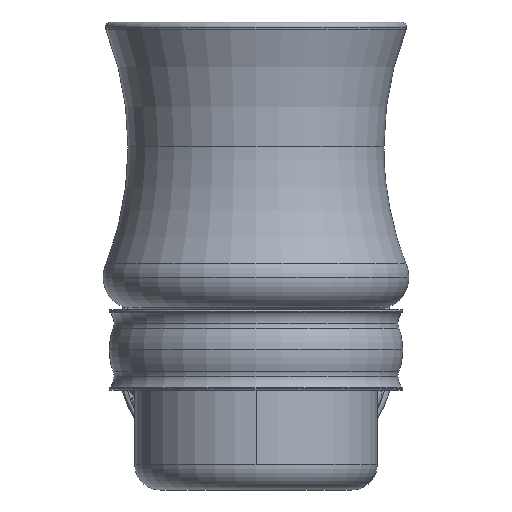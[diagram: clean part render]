
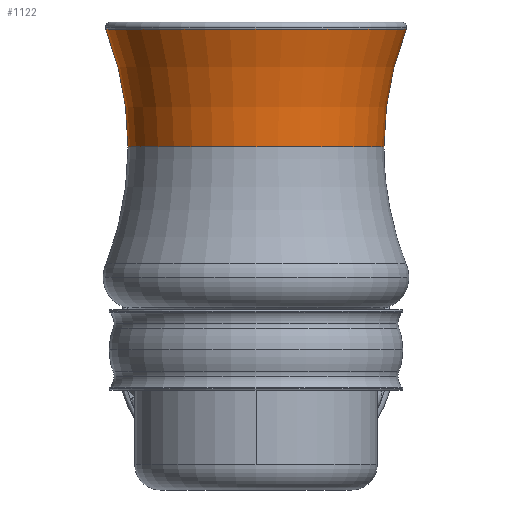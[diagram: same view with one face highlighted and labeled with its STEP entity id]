
A CAD part, front view. The second image highlights one B-rep face of the part: STEP entity #1122.
In plain terms, the highlighted toroidal (fillet/blend) face has major radius 105.827 mm and minor radius 75.754 mm.
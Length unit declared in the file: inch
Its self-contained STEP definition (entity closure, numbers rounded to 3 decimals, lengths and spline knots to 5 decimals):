
#540=CARTESIAN_POINT('',(4.16642,-2.3362,1.46427));
#541=DIRECTION('',(0.,-1.,0.));
#542=DIRECTION('',(-0.931,0.,0.365));
#543=AXIS2_PLACEMENT_3D('',#540,#541,#542);
#555=CARTESIAN_POINT('',(-4.16642,-2.3362,1.46427));
#556=DIRECTION('',(0.,-1.,0.));
#557=DIRECTION('',(1.,0.,0.));
#558=AXIS2_PLACEMENT_3D('',#555,#556,#557);
#560=CARTESIAN_POINT('',(0.,-2.3362,2.55348));
#561=DIRECTION('',(0.,0.,-1.));
#562=DIRECTION('',(1.,0.,0.));
#563=AXIS2_PLACEMENT_3D('',#560,#561,#562);
#565=CARTESIAN_POINT('',(0.,-2.3362,1.46427));
#566=DIRECTION('',(0.,0.,-1.));
#567=DIRECTION('',(1.,0.,0.));
#568=AXIS2_PLACEMENT_3D('',#565,#566,#567);
#828=CARTESIAN_POINT('',(-1.39001,-2.3362,2.55348));
#829=VERTEX_POINT('',#828);
#832=CARTESIAN_POINT('',(1.39001,-2.3362,2.55348));
#833=VERTEX_POINT('',#832);
#834=CARTESIAN_POINT('',(1.184,-2.3362,1.46427));
#835=CARTESIAN_POINT('',(-1.184,-2.3362,1.46427));
#836=VERTEX_POINT('',#834);
#837=VERTEX_POINT('',#835);
#1109=CARTESIAN_POINT('',(0.,-2.3362,1.46427));
#1110=DIRECTION('',(0.,0.,-1.));
#1111=DIRECTION('',(-1.,0.,0.));
#1112=AXIS2_PLACEMENT_3D('',#1109,#1110,#1111);
#1113=TOROIDAL_SURFACE('',#1112,4.16642,2.98242);
#1115=ORIENTED_EDGE('',*,*,#1114,.T.);
#1116=ORIENTED_EDGE('',*,*,#1104,.T.);
#1118=ORIENTED_EDGE('',*,*,#1117,.F.);
#1119=ORIENTED_EDGE('',*,*,#1098,.T.);
#1120=EDGE_LOOP('',(#1115,#1116,#1118,#1119));
#1121=FACE_OUTER_BOUND('',#1120,.F.);
#1122=ADVANCED_FACE('',(#1121),#1113,.F.);
#544=CIRCLE('',#543,2.98242);
#559=CIRCLE('',#558,2.98242);
#564=CIRCLE('',#563,1.39001);
#569=CIRCLE('',#568,1.184);
#1098=EDGE_CURVE('',#833,#836,#544,.T.);
#1104=EDGE_CURVE('',#837,#829,#559,.T.);
#1114=EDGE_CURVE('',#836,#837,#569,.T.);
#1117=EDGE_CURVE('',#833,#829,#564,.T.);
